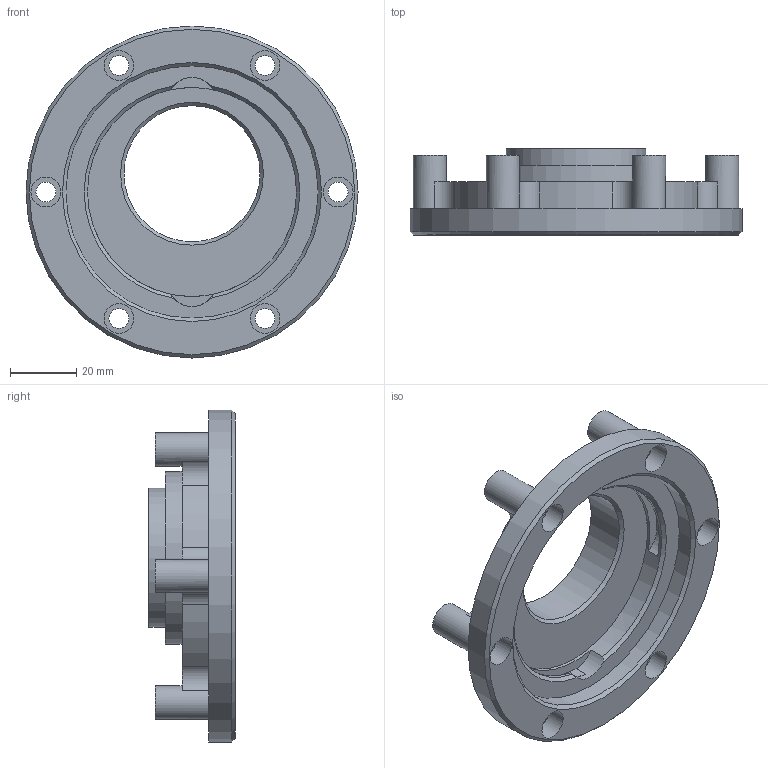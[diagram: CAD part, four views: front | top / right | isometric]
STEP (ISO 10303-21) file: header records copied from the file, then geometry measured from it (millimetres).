
FILE_DESCRIPTION(/* description */ (''),/* implementation_level */ '2;1');
FILE_NAME(/* name */ 'bouchon v2.step',/* time_stamp */ '2021-01-22T14:00:38+01:00',/* author */ (''),/* organization */ (''),/* preprocessor_version */ 'ST-DEVELOPER v18.1',/* originating_system */ 'Autodesk Translation Framework v9.7.1.1290',/* authorisation */ '');
FILE_SCHEMA (('AUTOMOTIVE_DESIGN { 1 0 10303 214 3 1 1 }'));
Length unit declared in the file: millimetre
Products named in the file (1): bouchon reservoir
Bounding box: 100 x 26 x 100 mm (x, y, z)
Volume: 51133.6 mm3; surface area: 28674.1 mm2
Topology: 1 solids, 1 shells, 77 faces, 189 edges, 125 vertices
Faces by surface type: cylinder 49, plane 23, cone 5
Full cylindrical faces by diameter (mm): 6 x6, 9 x6, 10 x6, 41 x1, 42 x1, 52 x1, 63 x1, 76 x1, 100 x1
Entity records: 2415 total; most frequent: DIRECTION 464, CARTESIAN_POINT 412, ORIENTED_EDGE 378, AXIS2_PLACEMENT_3D 201, EDGE_CURVE 189, VERTEX_POINT 125, CIRCLE 123, EDGE_LOOP 102
